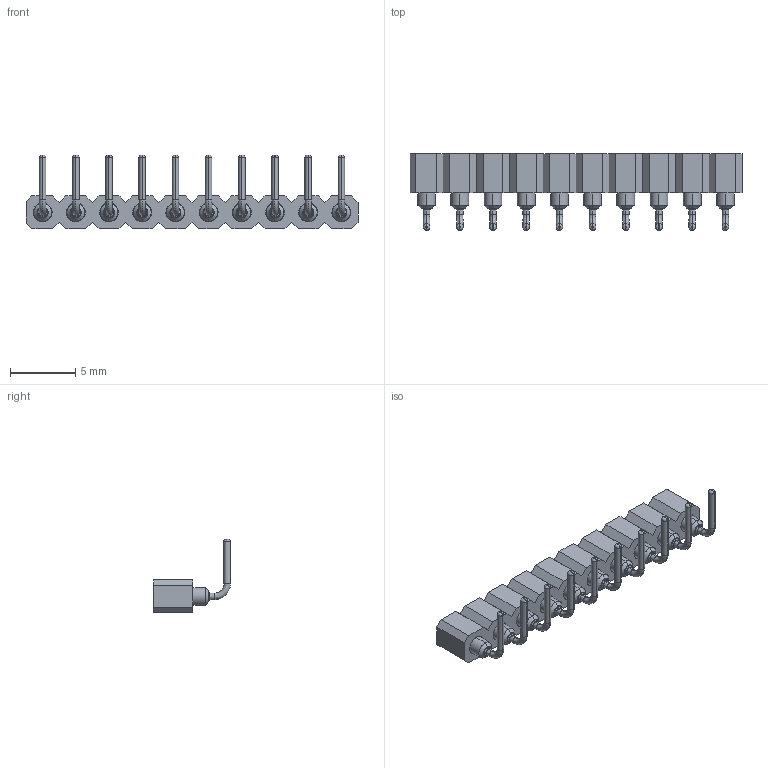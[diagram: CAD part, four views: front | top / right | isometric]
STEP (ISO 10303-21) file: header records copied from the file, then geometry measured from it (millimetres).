
FILE_DESCRIPTION( ('This file contains a STEP AP42 implementation' ,'as created by ZW3D STEP Interface translator.') ,'2;1' );
FILE_NAME( '3520-301XXRXX097X1.stp' ,'231016.1351 2', (''), ('ZWCAD Software Co.'), 'Version 1.0', 'ZW3D to STEP translator', '' );
FILE_SCHEMA(('AUTOMOTIVE_DESIGN { 1 0 10303 214 1 1 1 1 }'));
Length unit declared in the file: millimetre
Products named in the file (2): 0; 3520-30120RXX097X1
Bounding box: 25.4 x 5.87 x 5.66 mm (x, y, z)
Volume: 162.4 mm3; surface area: 860.8 mm2
Topology: 1 solids, 11 shells, 894 faces, 2186 edges, 1384 vertices
Faces by surface type: bspline 360, plane 314, cone 180, cylinder 40
Entity records: 49537 total; most frequent: CARTESIAN_POINT 33496, ORIENTED_EDGE 4452, EDGE_CURVE 2186, B_SPLINE_CURVE_WITH_KNOTS 2064, VERTEX_POINT 1384, DIRECTION 1072, EDGE_LOOP 984, FACE_OUTER_BOUND 894
